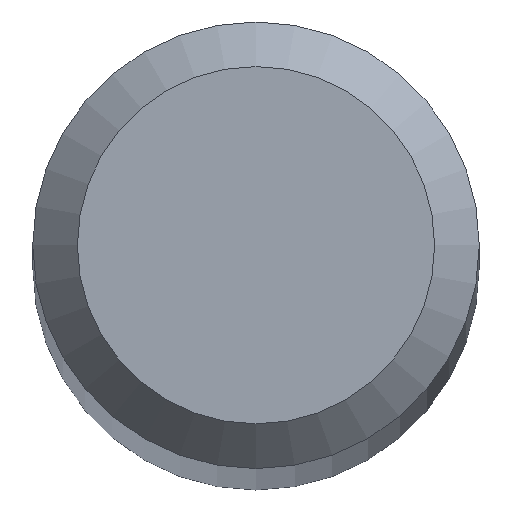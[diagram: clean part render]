
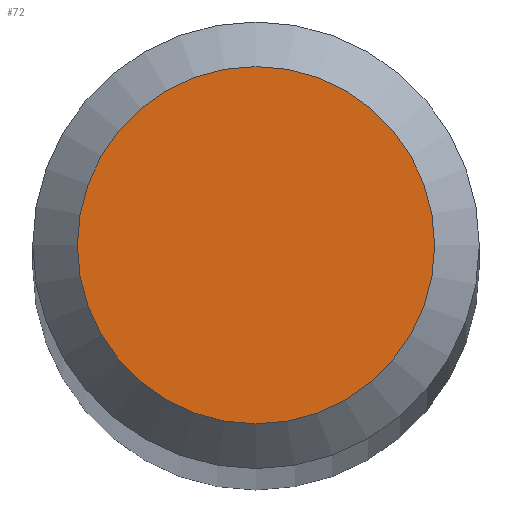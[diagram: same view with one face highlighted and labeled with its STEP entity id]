
A CAD part, top view. The second image highlights one B-rep face of the part: STEP entity #72.
In plain terms, the highlighted planar face has unit normal (0, 0, 1).
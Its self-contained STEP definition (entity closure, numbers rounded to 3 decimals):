
#14 = DIRECTION ( 'NONE',  ( 0., 0., -1. ) ) ;
#28 = FACE_OUTER_BOUND ( 'NONE', #123, .T. ) ;
#31 = ORIENTED_EDGE ( 'NONE', *, *, #165, .F. ) ;
#37 = CARTESIAN_POINT ( 'NONE',  ( 0., 0.4, 30. ) ) ;
#46 = DIRECTION ( 'NONE',  ( 0., 1., 0. ) ) ;
#72 = ADVANCED_FACE ( 'NONE', ( #28 ), #206, .F. ) ;
#86 = DIRECTION ( 'NONE',  ( 0., 0., -1. ) ) ;
#123 = EDGE_LOOP ( 'NONE', ( #31 ) ) ;
#136 = DIRECTION ( 'NONE',  ( 0., 1., 0. ) ) ;
#142 = VERTEX_POINT ( 'NONE', #37 ) ;
#152 = AXIS2_PLACEMENT_3D ( 'NONE', #192, #86, #136 ) ;
#165 = EDGE_CURVE ( 'NONE', #142, #142, #181, .T. ) ;
#166 = CARTESIAN_POINT ( 'NONE',  ( 0., 0., 30. ) ) ;
#168 = AXIS2_PLACEMENT_3D ( 'NONE', #166, #14, #46 ) ;
#181 = CIRCLE ( 'NONE', #168, 0.4 ) ;
#192 = CARTESIAN_POINT ( 'NONE',  ( 0., 0., 30. ) ) ;
#206 = PLANE ( 'NONE',  #152 ) ;
